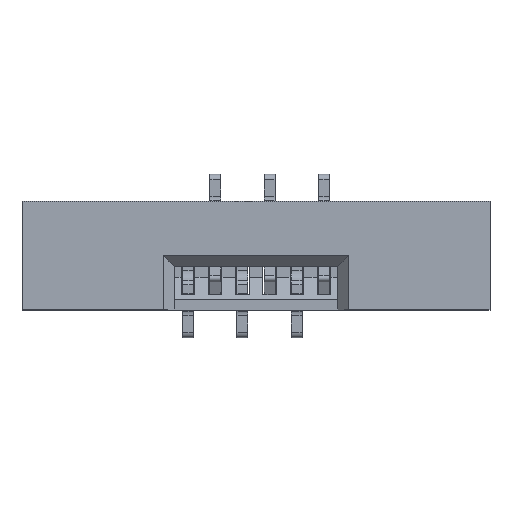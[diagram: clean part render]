
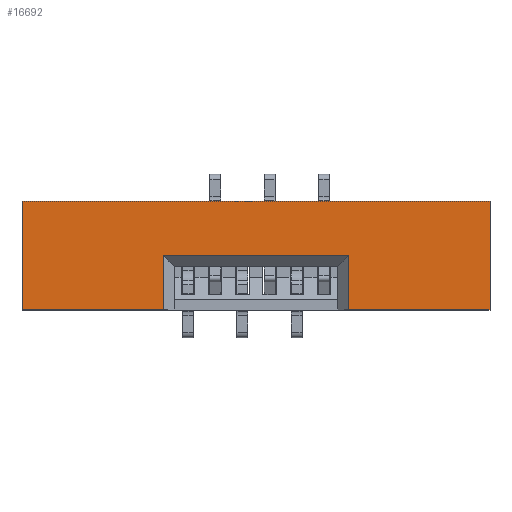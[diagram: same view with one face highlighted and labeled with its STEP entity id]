
A CAD part, top view. The second image highlights one B-rep face of the part: STEP entity #16692.
In plain terms, the highlighted planar face has unit normal (0, 0, 1).
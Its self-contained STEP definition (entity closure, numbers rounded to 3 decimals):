
#1603 = VECTOR ( 'NONE', #34304, 1000. ) ;
#1817 = DIRECTION ( 'NONE',  ( -1., 0., 0. ) ) ;
#2663 = VECTOR ( 'NONE', #19657, 1000. ) ;
#4379 = PLANE ( 'NONE',  #28578 ) ;
#4628 = EDGE_CURVE ( 'NONE', #22432, #12744, #35144, .T. ) ;
#5162 = CARTESIAN_POINT ( 'NONE',  ( 1.7, 0., 4.63 ) ) ;
#5812 = CARTESIAN_POINT ( 'NONE',  ( 4.3, -1., 4.63 ) ) ;
#5890 = LINE ( 'NONE', #28349, #1603 ) ;
#6074 = VERTEX_POINT ( 'NONE', #8853 ) ;
#6220 = VECTOR ( 'NONE', #11289, 1000. ) ;
#7232 = CARTESIAN_POINT ( 'NONE',  ( -4.3, 0., 4.63 ) ) ;
#7954 = VECTOR ( 'NONE', #29687, 1000. ) ;
#8853 = CARTESIAN_POINT ( 'NONE',  ( -4.3, 1., 4.63 ) ) ;
#10124 = DIRECTION ( 'NONE',  ( 0., 0., -1. ) ) ;
#10479 = CARTESIAN_POINT ( 'NONE',  ( 4.3, 1., 4.63 ) ) ;
#10684 = ORIENTED_EDGE ( 'NONE', *, *, #11530, .T. ) ;
#10973 = EDGE_CURVE ( 'NONE', #19194, #22432, #11535, .T. ) ;
#11289 = DIRECTION ( 'NONE',  ( 0., 1., 0. ) ) ;
#11530 = EDGE_CURVE ( 'NONE', #22778, #17924, #12294, .T. ) ;
#11535 = LINE ( 'NONE', #22781, #24726 ) ;
#12294 = LINE ( 'NONE', #20076, #18703 ) ;
#12472 = DIRECTION ( 'NONE',  ( 1., 0., 0. ) ) ;
#12744 = VERTEX_POINT ( 'NONE', #5812 ) ;
#13563 = LINE ( 'NONE', #21857, #33961 ) ;
#13952 = VECTOR ( 'NONE', #12472, 1000. ) ;
#14366 = VERTEX_POINT ( 'NONE', #21720 ) ;
#14529 = CARTESIAN_POINT ( 'NONE',  ( -1.7, -1., 4.63 ) ) ;
#14621 = CARTESIAN_POINT ( 'NONE',  ( 4.3, -1., 4.63 ) ) ;
#15029 = EDGE_CURVE ( 'NONE', #6074, #17804, #30655, .T. ) ;
#16097 = EDGE_CURVE ( 'NONE', #17924, #19194, #32334, .T. ) ;
#16692 = ADVANCED_FACE ( 'NONE', ( #27052 ), #4379, .F. ) ;
#16720 = CARTESIAN_POINT ( 'NONE',  ( -4.3, 1., 4.63 ) ) ;
#17034 = LINE ( 'NONE', #14621, #6220 ) ;
#17307 = EDGE_CURVE ( 'NONE', #12744, #17804, #17034, .T. ) ;
#17804 = VERTEX_POINT ( 'NONE', #10479 ) ;
#17924 = VERTEX_POINT ( 'NONE', #27768 ) ;
#18488 = EDGE_CURVE ( 'NONE', #14366, #22778, #5890, .T. ) ;
#18501 = EDGE_LOOP ( 'NONE', ( #31745, #10684, #23800, #31101, #21110, #25201, #32767, #35223 ) ) ;
#18703 = VECTOR ( 'NONE', #31275, 1000. ) ;
#19194 = VERTEX_POINT ( 'NONE', #5162 ) ;
#19657 = DIRECTION ( 'NONE',  ( 1., 0., 0. ) ) ;
#20076 = CARTESIAN_POINT ( 'NONE',  ( -1.7, -0.2, 4.63 ) ) ;
#21110 = ORIENTED_EDGE ( 'NONE', *, *, #4628, .T. ) ;
#21720 = CARTESIAN_POINT ( 'NONE',  ( -4.3, -1., 4.63 ) ) ;
#21857 = CARTESIAN_POINT ( 'NONE',  ( -4.3, -1., 4.63 ) ) ;
#22432 = VERTEX_POINT ( 'NONE', #29101 ) ;
#22778 = VERTEX_POINT ( 'NONE', #14529 ) ;
#22781 = CARTESIAN_POINT ( 'NONE',  ( 1.7, -1., 4.63 ) ) ;
#23800 = ORIENTED_EDGE ( 'NONE', *, *, #16097, .T. ) ;
#24618 = EDGE_CURVE ( 'NONE', #14366, #6074, #13563, .T. ) ;
#24726 = VECTOR ( 'NONE', #25695, 1000. ) ;
#25201 = ORIENTED_EDGE ( 'NONE', *, *, #17307, .T. ) ;
#25695 = DIRECTION ( 'NONE',  ( 0., -1., 0. ) ) ;
#27052 = FACE_OUTER_BOUND ( 'NONE', #18501, .T. ) ;
#27768 = CARTESIAN_POINT ( 'NONE',  ( -1.7, 0., 4.63 ) ) ;
#28349 = CARTESIAN_POINT ( 'NONE',  ( -4.3, -1., 4.63 ) ) ;
#28578 = AXIS2_PLACEMENT_3D ( 'NONE', #35382, #10124, #1817 ) ;
#29101 = CARTESIAN_POINT ( 'NONE',  ( 1.7, -1., 4.63 ) ) ;
#29687 = DIRECTION ( 'NONE',  ( 1., 0., 0. ) ) ;
#30655 = LINE ( 'NONE', #16720, #2663 ) ;
#31101 = ORIENTED_EDGE ( 'NONE', *, *, #10973, .T. ) ;
#31275 = DIRECTION ( 'NONE',  ( 0., 1., 0. ) ) ;
#31745 = ORIENTED_EDGE ( 'NONE', *, *, #18488, .T. ) ;
#32334 = LINE ( 'NONE', #7232, #7954 ) ;
#32745 = CARTESIAN_POINT ( 'NONE',  ( -4.3, -1., 4.63 ) ) ;
#32767 = ORIENTED_EDGE ( 'NONE', *, *, #15029, .F. ) ;
#33961 = VECTOR ( 'NONE', #35860, 1000. ) ;
#34304 = DIRECTION ( 'NONE',  ( 1., 0., 0. ) ) ;
#35144 = LINE ( 'NONE', #32745, #13952 ) ;
#35223 = ORIENTED_EDGE ( 'NONE', *, *, #24618, .F. ) ;
#35382 = CARTESIAN_POINT ( 'NONE',  ( -4.3, -1., 4.63 ) ) ;
#35860 = DIRECTION ( 'NONE',  ( 0., 1., 0. ) ) ;
